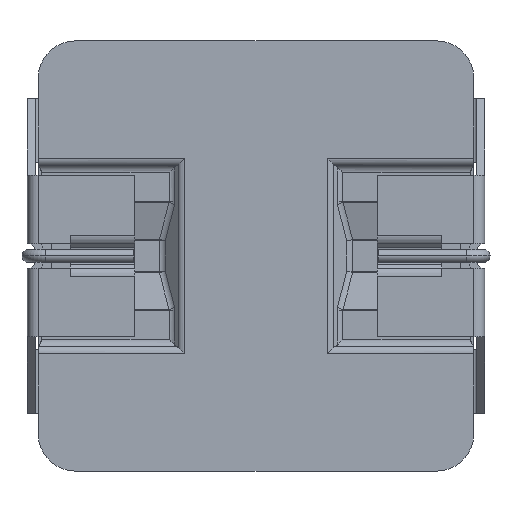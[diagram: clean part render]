
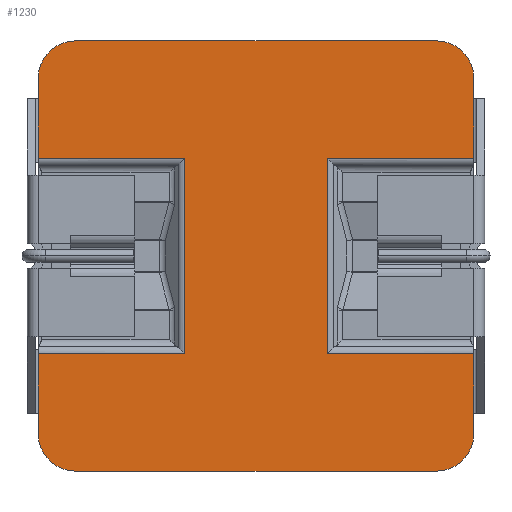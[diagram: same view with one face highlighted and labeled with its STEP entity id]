
A CAD part, front view. The second image highlights one B-rep face of the part: STEP entity #1230.
In plain terms, the highlighted planar face has unit normal (0, -1, 0).
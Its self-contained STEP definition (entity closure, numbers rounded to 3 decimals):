
#131 = CARTESIAN_POINT ( 'NONE',  ( -1.328, -3.5, -1.816 ) ) ;
#141 = PLANE ( 'NONE',  #7229 ) ;
#303 = VERTEX_POINT ( 'NONE', #9039 ) ;
#331 = CARTESIAN_POINT ( 'NONE',  ( -3.35, -3.5, 3.3 ) ) ;
#372 = VERTEX_POINT ( 'NONE', #4520 ) ;
#415 = ORIENTED_EDGE ( 'NONE', *, *, #3720, .F. ) ;
#417 = DIRECTION ( 'NONE',  ( 0., 0., 1. ) ) ;
#421 = DIRECTION ( 'NONE',  ( 0., 1., 0. ) ) ;
#604 = DIRECTION ( 'NONE',  ( 1., 0., 0. ) ) ;
#638 = DIRECTION ( 'NONE',  ( 0., 1., 0. ) ) ;
#651 = AXIS2_PLACEMENT_3D ( 'NONE', #1889, #421, #5203 ) ;
#710 = ORIENTED_EDGE ( 'NONE', *, *, #9272, .F. ) ;
#717 = CARTESIAN_POINT ( 'NONE',  ( 3.35, -3.5, -4. ) ) ;
#722 = VERTEX_POINT ( 'NONE', #7039 ) ;
#812 = CARTESIAN_POINT ( 'NONE',  ( -4.05, -3.5, -1.816 ) ) ;
#896 = DIRECTION ( 'NONE',  ( 0., 0., 1. ) ) ;
#902 = VERTEX_POINT ( 'NONE', #7392 ) ;
#1020 = VERTEX_POINT ( 'NONE', #3499 ) ;
#1093 = CARTESIAN_POINT ( 'NONE',  ( -3.35, -3.5, -4. ) ) ;
#1230 = ADVANCED_FACE ( 'NONE', ( #8176 ), #141, .F. ) ;
#1246 = EDGE_CURVE ( 'NONE', #1020, #5019, #6784, .T. ) ;
#1271 = CARTESIAN_POINT ( 'NONE',  ( 1.328, -3.5, 1.816 ) ) ;
#1341 = CIRCLE ( 'NONE', #7189, 0.7 ) ;
#1360 = LINE ( 'NONE', #131, #1909 ) ;
#1474 = LINE ( 'NONE', #717, #4657 ) ;
#1559 = VECTOR ( 'NONE', #9079, 1000. ) ;
#1602 = DIRECTION ( 'NONE',  ( 0., 1., 0. ) ) ;
#1655 = DIRECTION ( 'NONE',  ( 0., 1., 0. ) ) ;
#1889 = CARTESIAN_POINT ( 'NONE',  ( 3.35, -3.5, 3.3 ) ) ;
#1909 = VECTOR ( 'NONE', #7932, 1000. ) ;
#1970 = CARTESIAN_POINT ( 'NONE',  ( 3.35, -3.5, 4. ) ) ;
#2036 = ORIENTED_EDGE ( 'NONE', *, *, #1246, .F. ) ;
#2063 = CARTESIAN_POINT ( 'NONE',  ( 3.35, -3.5, 1.816 ) ) ;
#2169 = LINE ( 'NONE', #9210, #3825 ) ;
#2198 = EDGE_CURVE ( 'NONE', #8890, #2458, #1474, .T. ) ;
#2426 = ORIENTED_EDGE ( 'NONE', *, *, #6783, .T. ) ;
#2458 = VERTEX_POINT ( 'NONE', #1093 ) ;
#2563 = LINE ( 'NONE', #2656, #8309 ) ;
#2597 = LINE ( 'NONE', #5470, #4165 ) ;
#2641 = AXIS2_PLACEMENT_3D ( 'NONE', #5239, #1655, #4533 ) ;
#2656 = CARTESIAN_POINT ( 'NONE',  ( 3.35, -3.5, -1.816 ) ) ;
#2733 = CARTESIAN_POINT ( 'NONE',  ( -4.05, -3.5, -1.816 ) ) ;
#2755 = DIRECTION ( 'NONE',  ( -1., 0., 0. ) ) ;
#2956 = EDGE_CURVE ( 'NONE', #8852, #8890, #1341, .T. ) ;
#3014 = CARTESIAN_POINT ( 'NONE',  ( -4.05, -3.5, 3.3 ) ) ;
#3072 = CIRCLE ( 'NONE', #651, 0.7 ) ;
#3117 = DIRECTION ( 'NONE',  ( 1., 0., 0. ) ) ;
#3162 = EDGE_LOOP ( 'NONE', ( #6001, #4640, #4984, #5231, #710, #5066, #2036, #5346, #8775, #2426, #3505, #3588, #6900, #8508, #3265, #415 ) ) ;
#3265 = ORIENTED_EDGE ( 'NONE', *, *, #2956, .F. ) ;
#3272 = DIRECTION ( 'NONE',  ( -1., 0., 0. ) ) ;
#3388 = LINE ( 'NONE', #1970, #6455 ) ;
#3408 = DIRECTION ( 'NONE',  ( 0., 0., -1. ) ) ;
#3499 = CARTESIAN_POINT ( 'NONE',  ( -4.05, -3.5, 3.3 ) ) ;
#3505 = ORIENTED_EDGE ( 'NONE', *, *, #4274, .T. ) ;
#3588 = ORIENTED_EDGE ( 'NONE', *, *, #6795, .F. ) ;
#3598 = EDGE_CURVE ( 'NONE', #6772, #7983, #2563, .T. ) ;
#3720 = EDGE_CURVE ( 'NONE', #6772, #8852, #2169, .T. ) ;
#3825 = VECTOR ( 'NONE', #3408, 1000. ) ;
#3870 = CARTESIAN_POINT ( 'NONE',  ( 3.35, -3.5, 3.3 ) ) ;
#3938 = EDGE_CURVE ( 'NONE', #2458, #372, #5789, .T. ) ;
#4142 = CARTESIAN_POINT ( 'NONE',  ( 1.328, -3.5, 1.816 ) ) ;
#4165 = VECTOR ( 'NONE', #4769, 1000. ) ;
#4194 = LINE ( 'NONE', #2063, #5963 ) ;
#4219 = EDGE_CURVE ( 'NONE', #7983, #5429, #7570, .T. ) ;
#4274 = EDGE_CURVE ( 'NONE', #722, #7714, #6160, .T. ) ;
#4319 = CARTESIAN_POINT ( 'NONE',  ( 4.05, -3.5, 1.816 ) ) ;
#4342 = DIRECTION ( 'NONE',  ( 1., 0., 0. ) ) ;
#4437 = LINE ( 'NONE', #5048, #9285 ) ;
#4520 = CARTESIAN_POINT ( 'NONE',  ( -4.05, -3.5, -3.3 ) ) ;
#4533 = DIRECTION ( 'NONE',  ( 0., 0., -1. ) ) ;
#4551 = CARTESIAN_POINT ( 'NONE',  ( 3.35, -3.5, -4. ) ) ;
#4640 = ORIENTED_EDGE ( 'NONE', *, *, #4219, .T. ) ;
#4657 = VECTOR ( 'NONE', #2755, 1000. ) ;
#4769 = DIRECTION ( 'NONE',  ( 0., 0., -1. ) ) ;
#4834 = CARTESIAN_POINT ( 'NONE',  ( -4.05, -3.5, 3.3 ) ) ;
#4984 = ORIENTED_EDGE ( 'NONE', *, *, #6692, .T. ) ;
#5019 = VERTEX_POINT ( 'NONE', #6927 ) ;
#5048 = CARTESIAN_POINT ( 'NONE',  ( -1.39, -3.5, 1.816 ) ) ;
#5066 = ORIENTED_EDGE ( 'NONE', *, *, #5926, .F. ) ;
#5203 = DIRECTION ( 'NONE',  ( 0., 0., 1. ) ) ;
#5221 = EDGE_CURVE ( 'NONE', #902, #7694, #4437, .T. ) ;
#5231 = ORIENTED_EDGE ( 'NONE', *, *, #6750, .F. ) ;
#5239 = CARTESIAN_POINT ( 'NONE',  ( -3.35, -3.5, -3.3 ) ) ;
#5346 = ORIENTED_EDGE ( 'NONE', *, *, #9025, .F. ) ;
#5429 = VERTEX_POINT ( 'NONE', #1271 ) ;
#5470 = CARTESIAN_POINT ( 'NONE',  ( 4.05, -3.5, 3.3 ) ) ;
#5491 = LINE ( 'NONE', #4834, #1559 ) ;
#5789 = CIRCLE ( 'NONE', #2641, 0.7 ) ;
#5887 = CARTESIAN_POINT ( 'NONE',  ( 1.328, -3.5, -1.816 ) ) ;
#5903 = CARTESIAN_POINT ( 'NONE',  ( -1.328, -3.5, 1.816 ) ) ;
#5926 = EDGE_CURVE ( 'NONE', #5019, #9214, #3388, .T. ) ;
#5963 = VECTOR ( 'NONE', #604, 1000. ) ;
#6001 = ORIENTED_EDGE ( 'NONE', *, *, #3598, .T. ) ;
#6160 = LINE ( 'NONE', #2733, #6683 ) ;
#6455 = VECTOR ( 'NONE', #8433, 1000. ) ;
#6479 = DIRECTION ( 'NONE',  ( 0., 0., 1. ) ) ;
#6639 = AXIS2_PLACEMENT_3D ( 'NONE', #331, #1602, #896 ) ;
#6683 = VECTOR ( 'NONE', #9009, 1000. ) ;
#6692 = EDGE_CURVE ( 'NONE', #5429, #8859, #4194, .T. ) ;
#6750 = EDGE_CURVE ( 'NONE', #303, #8859, #2597, .T. ) ;
#6772 = VERTEX_POINT ( 'NONE', #7183 ) ;
#6783 = EDGE_CURVE ( 'NONE', #7694, #722, #1360, .T. ) ;
#6784 = CIRCLE ( 'NONE', #6639, 0.7 ) ;
#6795 = EDGE_CURVE ( 'NONE', #372, #7714, #8681, .T. ) ;
#6900 = ORIENTED_EDGE ( 'NONE', *, *, #3938, .F. ) ;
#6927 = CARTESIAN_POINT ( 'NONE',  ( -3.35, -3.5, 4. ) ) ;
#6986 = VECTOR ( 'NONE', #417, 1000. ) ;
#7039 = CARTESIAN_POINT ( 'NONE',  ( -1.328, -3.5, -1.816 ) ) ;
#7183 = CARTESIAN_POINT ( 'NONE',  ( 4.05, -3.5, -1.816 ) ) ;
#7189 = AXIS2_PLACEMENT_3D ( 'NONE', #9234, #638, #6479 ) ;
#7229 = AXIS2_PLACEMENT_3D ( 'NONE', #3870, #7473, #3117 ) ;
#7302 = CARTESIAN_POINT ( 'NONE',  ( 3.35, -3.5, 4. ) ) ;
#7392 = CARTESIAN_POINT ( 'NONE',  ( -4.05, -3.5, 1.816 ) ) ;
#7473 = DIRECTION ( 'NONE',  ( 0., 1., 0. ) ) ;
#7570 = LINE ( 'NONE', #4142, #6986 ) ;
#7694 = VERTEX_POINT ( 'NONE', #5903 ) ;
#7714 = VERTEX_POINT ( 'NONE', #812 ) ;
#7753 = VECTOR ( 'NONE', #8585, 1000. ) ;
#7932 = DIRECTION ( 'NONE',  ( 0., 0., -1. ) ) ;
#7983 = VERTEX_POINT ( 'NONE', #5887 ) ;
#8176 = FACE_OUTER_BOUND ( 'NONE', #3162, .T. ) ;
#8309 = VECTOR ( 'NONE', #3272, 1000. ) ;
#8433 = DIRECTION ( 'NONE',  ( 1., 0., 0. ) ) ;
#8508 = ORIENTED_EDGE ( 'NONE', *, *, #2198, .F. ) ;
#8585 = DIRECTION ( 'NONE',  ( 0., 0., 1. ) ) ;
#8681 = LINE ( 'NONE', #3014, #7753 ) ;
#8775 = ORIENTED_EDGE ( 'NONE', *, *, #5221, .T. ) ;
#8852 = VERTEX_POINT ( 'NONE', #9277 ) ;
#8859 = VERTEX_POINT ( 'NONE', #4319 ) ;
#8890 = VERTEX_POINT ( 'NONE', #4551 ) ;
#9009 = DIRECTION ( 'NONE',  ( -1., 0., 0. ) ) ;
#9025 = EDGE_CURVE ( 'NONE', #902, #1020, #5491, .T. ) ;
#9039 = CARTESIAN_POINT ( 'NONE',  ( 4.05, -3.5, 3.3 ) ) ;
#9079 = DIRECTION ( 'NONE',  ( 0., 0., 1. ) ) ;
#9210 = CARTESIAN_POINT ( 'NONE',  ( 4.05, -3.5, 3.3 ) ) ;
#9214 = VERTEX_POINT ( 'NONE', #7302 ) ;
#9234 = CARTESIAN_POINT ( 'NONE',  ( 3.35, -3.5, -3.3 ) ) ;
#9272 = EDGE_CURVE ( 'NONE', #9214, #303, #3072, .T. ) ;
#9277 = CARTESIAN_POINT ( 'NONE',  ( 4.05, -3.5, -3.3 ) ) ;
#9285 = VECTOR ( 'NONE', #4342, 1000. ) ;
